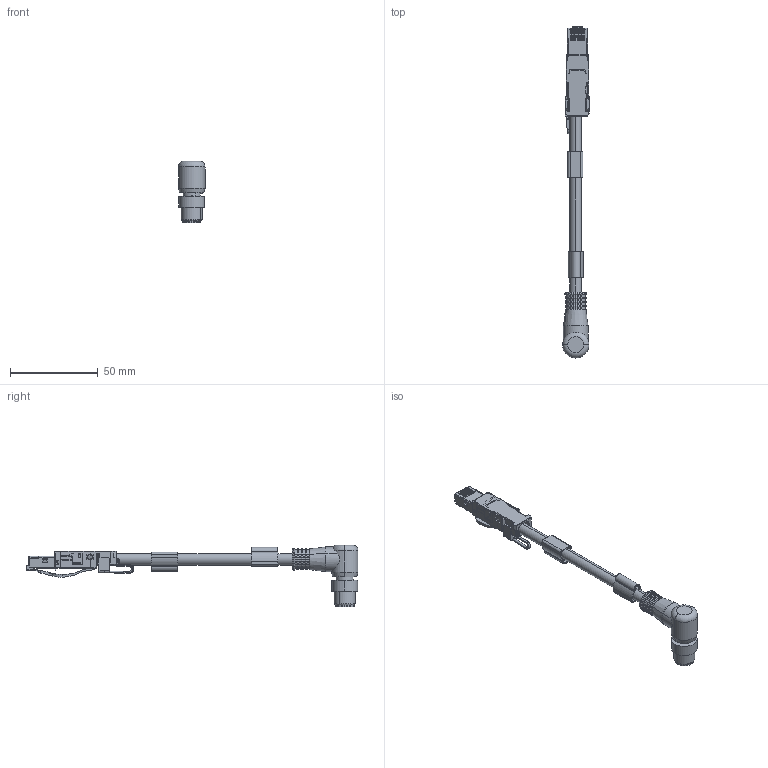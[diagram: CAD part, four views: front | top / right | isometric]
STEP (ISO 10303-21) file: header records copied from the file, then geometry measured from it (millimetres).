
FILE_DESCRIPTION(('CATIA V5 STEP Exchange','CAx-IF Rec.Pracs.--- Model Styling and Organization---1.5--- 2016-08-15','CAx-IF Rec.Pracs.---Supplemental Geometry---1.0---2011-11-01','CAx-IF Rec.Pracs.--- Composite Materials ---1.1---2010-07-15'),'2;1');
FILE_NAME ('428962-1_1', '2025-08-13T09:08:46+00:00', ('none'), ('Weidmueller'), 'CATIA Version 5-6 Release 2024 SP4', 'CATIA V5 STEP AP214 v3', 'none');
FILE_SCHEMA(('AUTOMOTIVE_DESIGN { 1 0 10303 214 1 1 1 1 }'));
Length unit declared in the file: millimetre
Products named in the file (1): 1059760000
Bounding box: 15.33 x 188.82 x 35 mm (x, y, z)
Volume: 15701.8 mm3; surface area: 14804.1 mm2
Topology: 1 solids, 14 shells, 1588 faces, 4466 edges, 2858 vertices
Faces by surface type: plane 1039, cylinder 387, torus 65, cone 34, sphere 24, bspline 21, extrusion 18
Entity records: 54109 total; most frequent: CARTESIAN_POINT 14546, ORIENTED_EDGE 8884, DIRECTION 6618, EDGE_CURVE 4442, VECTOR 3308, LINE 3290, VERTEX_POINT 2858, AXIS2_PLACEMENT_3D 1943
